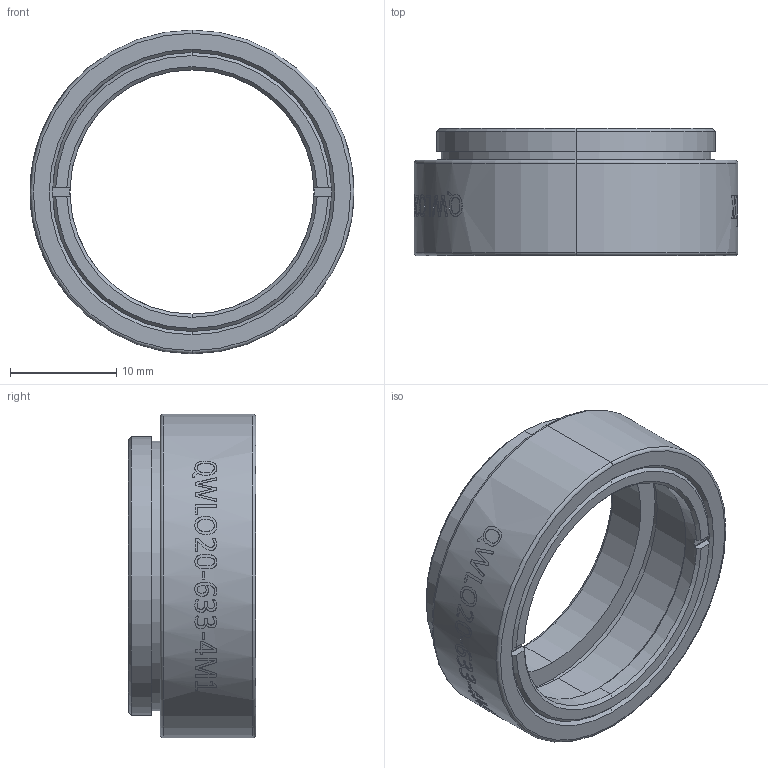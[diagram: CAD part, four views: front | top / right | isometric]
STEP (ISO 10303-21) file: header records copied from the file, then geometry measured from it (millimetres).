
FILE_DESCRIPTION (( 'STEP AP203' ), '1' );
FILE_NAME ('QWLO20-633-4M1.STEP', '2025-08-27T02:38:05', ( '' ), ( '' ), 'SwSTEP 2.0', 'SolidWorks 2020', '' );
FILE_SCHEMA (( 'CONFIG_CONTROL_DESIGN' ));
Length unit declared in the file: millimetre
Products named in the file (1): QWLO20-633-4M1
Bounding box: 30.5 x 12 x 30.5 mm (x, y, z)
Volume: 2295.7 mm3; surface area: 3277.8 mm2
Topology: 2 solids, 2 shells, 440 faces, 1196 edges, 792 vertices
Faces by surface type: bspline 293, plane 78, cylinder 49, cone 14, torus 6
Entity records: 29510 total; most frequent: CARTESIAN_POINT 20907, ORIENTED_EDGE 2392, EDGE_CURVE 1196, B_SPLINE_CURVE_WITH_KNOTS 938, VERTEX_POINT 792, DIRECTION 706, EDGE_LOOP 476, FACE_OUTER_BOUND 440
